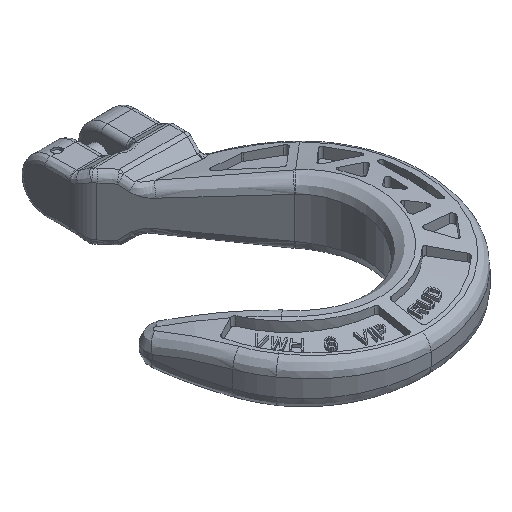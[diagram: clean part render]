
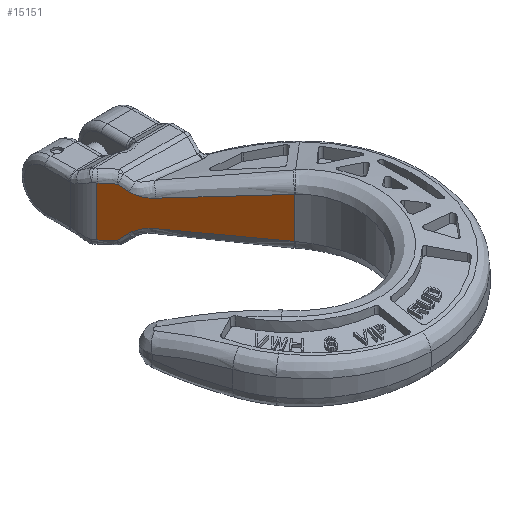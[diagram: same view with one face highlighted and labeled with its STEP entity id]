
A CAD part, isometric view. The second image highlights one B-rep face of the part: STEP entity #15151.
In plain terms, the highlighted planar face has unit normal (-0.746, -0.666, 0).
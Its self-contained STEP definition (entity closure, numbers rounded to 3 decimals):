
#1605=DIRECTION('',(0.,0.,-1.));
#1606=VECTOR('',#1605,16.966);
#1607=CARTESIAN_POINT('',(-13.455,52.556,8.483));
#1608=LINE('',#1607,#1606);
#4055=DIRECTION('',(0.,0.,-1.));
#4056=VECTOR('',#4055,14.032);
#4057=CARTESIAN_POINT('',(18.637,16.663,7.016));
#4058=LINE('',#4057,#4056);
#4059=CARTESIAN_POINT('',(18.637,16.663,-7.016));
#4060=CARTESIAN_POINT('',(17.239,18.227,-6.886));
#4061=CARTESIAN_POINT('',(14.413,21.387,-6.628));
#4062=CARTESIAN_POINT('',(9.743,26.611,-6.186));
#4063=CARTESIAN_POINT('',(5.67,31.167,-5.767));
#4064=CARTESIAN_POINT('',(2.05,35.215,-5.353));
#4065=CARTESIAN_POINT('',(-1.143,38.785,
-4.945));
#4066=CARTESIAN_POINT('',(-3.025,40.891,
-4.677));
#4067=CARTESIAN_POINT('',(-3.902,41.872,
-4.546));
#4069=CARTESIAN_POINT('',(-3.902,41.872,
-4.546));
#4070=CARTESIAN_POINT('',(-4.004,41.986,
-4.53));
#4071=CARTESIAN_POINT('',(-4.209,42.216,
-4.507));
#4072=CARTESIAN_POINT('',(-4.524,42.567,
-4.492));
#4073=CARTESIAN_POINT('',(-4.841,42.922,
-4.499));
#4074=CARTESIAN_POINT('',(-5.159,43.278,
-4.528));
#4075=CARTESIAN_POINT('',(-5.476,43.632,
-4.579));
#4076=CARTESIAN_POINT('',(-5.789,43.983,
-4.651));
#4077=CARTESIAN_POINT('',(-6.097,44.327,
-4.744));
#4078=CARTESIAN_POINT('',(-6.396,44.662,
-4.855));
#4079=CARTESIAN_POINT('',(-6.686,44.986,
-4.985));
#4080=CARTESIAN_POINT('',(-6.965,45.297,
-5.131));
#4081=CARTESIAN_POINT('',(-7.23,45.594,
-5.292));
#4082=CARTESIAN_POINT('',(-7.482,45.876,
-5.466));
#4083=CARTESIAN_POINT('',(-7.719,46.141,
-5.651));
#4084=CARTESIAN_POINT('',(-7.941,46.389,
-5.845));
#4085=CARTESIAN_POINT('',(-8.148,46.621,
-6.047));
#4086=CARTESIAN_POINT('',(-8.276,46.763,
-6.186));
#4087=CARTESIAN_POINT('',(-8.337,46.832,
-6.256));
#4089=CARTESIAN_POINT('',(-8.337,46.832,
-6.256));
#4090=CARTESIAN_POINT('',(-8.623,47.152,
-6.584));
#4091=CARTESIAN_POINT('',(-9.212,47.81,
-7.263));
#4092=CARTESIAN_POINT('',(-9.836,48.508,
-7.988));
#4093=CARTESIAN_POINT('',(-10.157,48.867,
-8.361));
#4095=CARTESIAN_POINT('',(-13.455,52.556,
-8.483));
#4096=CARTESIAN_POINT('',(-12.863,51.894,
-8.456));
#4097=CARTESIAN_POINT('',(-11.721,50.617,
-8.415));
#4098=CARTESIAN_POINT('',(-10.664,49.435,
-8.379));
#4099=CARTESIAN_POINT('',(-10.157,48.867,
-8.361));
#4101=CARTESIAN_POINT('',(-13.455,52.556,8.483));
#4102=CARTESIAN_POINT('',(-12.863,51.894,8.456));
#4103=CARTESIAN_POINT('',(-11.721,50.617,8.415));
#4104=CARTESIAN_POINT('',(-10.664,49.435,8.379));
#4105=CARTESIAN_POINT('',(-10.157,48.867,8.361));
#4107=CARTESIAN_POINT('',(-8.337,46.832,6.256));
#4108=CARTESIAN_POINT('',(-8.623,47.152,6.584));
#4109=CARTESIAN_POINT('',(-9.212,47.81,7.263));
#4110=CARTESIAN_POINT('',(-9.836,48.508,7.988));
#4111=CARTESIAN_POINT('',(-10.157,48.867,8.361));
#4113=CARTESIAN_POINT('',(-3.902,41.872,4.546));
#4114=CARTESIAN_POINT('',(-4.004,41.986,4.53));
#4115=CARTESIAN_POINT('',(-4.209,42.216,4.507));
#4116=CARTESIAN_POINT('',(-4.524,42.567,4.492));
#4117=CARTESIAN_POINT('',(-4.841,42.922,4.499));
#4118=CARTESIAN_POINT('',(-5.159,43.278,4.528));
#4119=CARTESIAN_POINT('',(-5.476,43.632,4.579));
#4120=CARTESIAN_POINT('',(-5.789,43.983,4.651));
#4121=CARTESIAN_POINT('',(-6.097,44.327,4.744));
#4122=CARTESIAN_POINT('',(-6.396,44.662,4.855));
#4123=CARTESIAN_POINT('',(-6.686,44.986,4.985));
#4124=CARTESIAN_POINT('',(-6.965,45.297,5.131));
#4125=CARTESIAN_POINT('',(-7.23,45.594,5.292));
#4126=CARTESIAN_POINT('',(-7.482,45.876,5.466));
#4127=CARTESIAN_POINT('',(-7.719,46.141,5.651));
#4128=CARTESIAN_POINT('',(-7.941,46.389,5.845));
#4129=CARTESIAN_POINT('',(-8.148,46.621,6.047));
#4130=CARTESIAN_POINT('',(-8.276,46.763,6.186));
#4131=CARTESIAN_POINT('',(-8.337,46.832,6.256));
#4133=CARTESIAN_POINT('',(18.637,16.663,7.016));
#4134=CARTESIAN_POINT('',(17.239,18.227,6.886));
#4135=CARTESIAN_POINT('',(14.413,21.387,6.628));
#4136=CARTESIAN_POINT('',(9.743,26.611,6.186));
#4137=CARTESIAN_POINT('',(5.67,31.167,5.767));
#4138=CARTESIAN_POINT('',(2.05,35.215,5.353));
#4139=CARTESIAN_POINT('',(-1.143,38.785,4.945));
#4140=CARTESIAN_POINT('',(-3.025,40.891,4.677));
#4141=CARTESIAN_POINT('',(-3.902,41.872,4.546));
#10166=VERTEX_POINT('',#4107);
#10167=VERTEX_POINT('',#4111);
#10170=VERTEX_POINT('',#4113);
#10172=VERTEX_POINT('',#4133);
#10268=VERTEX_POINT('',#4089);
#10269=VERTEX_POINT('',#4093);
#10272=VERTEX_POINT('',#4069);
#10274=VERTEX_POINT('',#4059);
#10367=CARTESIAN_POINT('',(-13.455,52.556,
8.483));
#10368=CARTESIAN_POINT('',(-13.455,52.556,
-8.483));
#10369=VERTEX_POINT('',#10367);
#10370=VERTEX_POINT('',#10368);
#15127=CARTESIAN_POINT('',(-16.,55.403,0.));
#15128=DIRECTION('',(-0.745,-0.667,0.));
#15129=DIRECTION('',(0.667,-0.745,0.));
#15130=AXIS2_PLACEMENT_3D('',#15127,#15128,#15129);
#15131=PLANE('',#15130);
#15132=ORIENTED_EDGE('',*,*,#10750,.T.);
#15134=ORIENTED_EDGE('',*,*,#15133,.T.);
#15136=ORIENTED_EDGE('',*,*,#15135,.T.);
#15138=ORIENTED_EDGE('',*,*,#15137,.T.);
#15140=ORIENTED_EDGE('',*,*,#15139,.F.);
#15141=ORIENTED_EDGE('',*,*,#12218,.F.);
#15143=ORIENTED_EDGE('',*,*,#15142,.T.);
#15145=ORIENTED_EDGE('',*,*,#15144,.F.);
#15147=ORIENTED_EDGE('',*,*,#15146,.F.);
#15148=ORIENTED_EDGE('',*,*,#15117,.F.);
#15149=EDGE_LOOP('',(#15132,#15134,#15136,#15138,#15140,#15141,#15143,#15145,
#15147,#15148));
#15150=FACE_OUTER_BOUND('',#15149,.F.);
#15151=ADVANCED_FACE('',(#15150),#15131,.T.);
#4068=B_SPLINE_CURVE_WITH_KNOTS('',3,(#4059,#4060,#4061,#4062,#4063,#4064,#4065,
#4066,#4067),.UNSPECIFIED.,.F.,.F.,(4,1,1,1,1,1,4),(0.,0.167,
0.333,0.5,0.667,0.833,1.),
.UNSPECIFIED.);
#4088=B_SPLINE_CURVE_WITH_KNOTS('',3,(#4069,#4070,#4071,#4072,#4073,#4074,#4075,
#4076,#4077,#4078,#4079,#4080,#4081,#4082,#4083,#4084,#4085,#4086,#4087),
.UNSPECIFIED.,.F.,.F.,(4,1,1,1,1,1,1,1,1,1,1,1,1,1,1,1,4),(0.,0.063,0.125,
0.188,0.25,0.313,0.375,0.438,0.5,0.563,0.625,0.688,
0.75,0.813,0.875,0.938,1.),.UNSPECIFIED.);
#4094=B_SPLINE_CURVE_WITH_KNOTS('',3,(#4089,#4090,#4091,#4092,#4093),
.UNSPECIFIED.,.F.,.F.,(4,1,4),(0.,0.5,1.),.UNSPECIFIED.);
#4100=B_SPLINE_CURVE_WITH_KNOTS('',3,(#4095,#4096,#4097,#4098,#4099),
.UNSPECIFIED.,.F.,.F.,(4,1,4),(0.,0.5,1.),.UNSPECIFIED.);
#4106=B_SPLINE_CURVE_WITH_KNOTS('',3,(#4101,#4102,#4103,#4104,#4105),
.UNSPECIFIED.,.F.,.F.,(4,1,4),(0.,0.5,1.),.UNSPECIFIED.);
#4112=B_SPLINE_CURVE_WITH_KNOTS('',3,(#4107,#4108,#4109,#4110,#4111),
.UNSPECIFIED.,.F.,.F.,(4,1,4),(0.,0.5,1.),.UNSPECIFIED.);
#4132=B_SPLINE_CURVE_WITH_KNOTS('',3,(#4113,#4114,#4115,#4116,#4117,#4118,#4119,
#4120,#4121,#4122,#4123,#4124,#4125,#4126,#4127,#4128,#4129,#4130,#4131),
.UNSPECIFIED.,.F.,.F.,(4,1,1,1,1,1,1,1,1,1,1,1,1,1,1,1,4),(0.,0.063,0.125,
0.188,0.25,0.313,0.375,0.438,0.5,0.563,0.625,0.688,
0.75,0.813,0.875,0.938,1.),.UNSPECIFIED.);
#4142=B_SPLINE_CURVE_WITH_KNOTS('',3,(#4133,#4134,#4135,#4136,#4137,#4138,#4139,
#4140,#4141),.UNSPECIFIED.,.F.,.F.,(4,1,1,1,1,1,4),(0.,0.167,
0.333,0.5,0.667,0.833,1.),
.UNSPECIFIED.);
#10750=EDGE_CURVE('',#10172,#10274,#4058,.T.);
#12218=EDGE_CURVE('',#10369,#10370,#1608,.T.);
#15117=EDGE_CURVE('',#10172,#10170,#4142,.T.);
#15133=EDGE_CURVE('',#10274,#10272,#4068,.T.);
#15135=EDGE_CURVE('',#10272,#10268,#4088,.T.);
#15137=EDGE_CURVE('',#10268,#10269,#4094,.T.);
#15139=EDGE_CURVE('',#10370,#10269,#4100,.T.);
#15142=EDGE_CURVE('',#10369,#10167,#4106,.T.);
#15144=EDGE_CURVE('',#10166,#10167,#4112,.T.);
#15146=EDGE_CURVE('',#10170,#10166,#4132,.T.);
